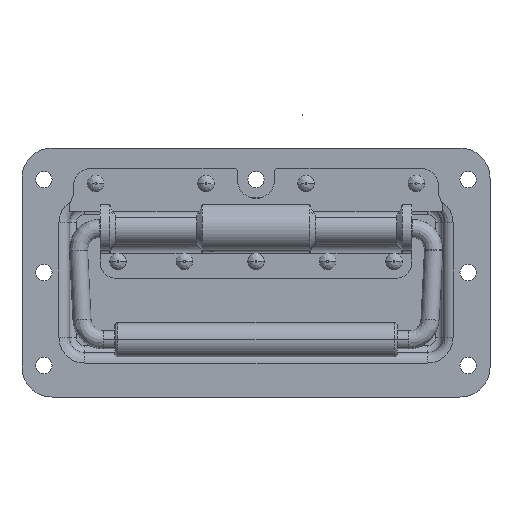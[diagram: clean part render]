
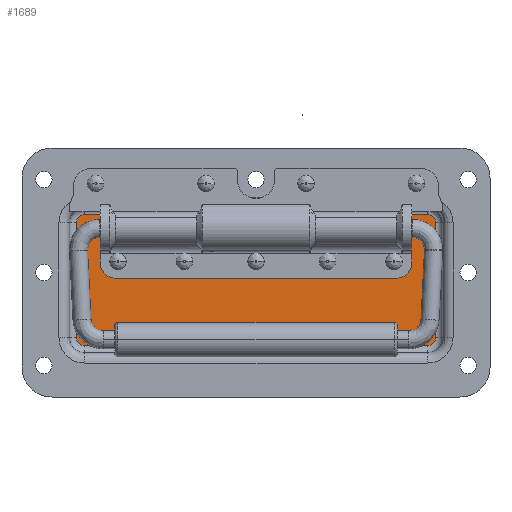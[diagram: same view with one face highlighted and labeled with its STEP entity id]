
A CAD part, top view. The second image highlights one B-rep face of the part: STEP entity #1689.
In plain terms, the highlighted planar face has unit normal (0, 0, 1).
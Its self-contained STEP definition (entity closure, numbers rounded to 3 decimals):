
#85=FACE_BOUND('',#2516,.T.);
#86=FACE_BOUND('',#2517,.T.);
#87=FACE_BOUND('',#2518,.T.);
#88=FACE_BOUND('',#2519,.T.);
#89=FACE_BOUND('',#2520,.T.);
#521=TRIMMED_CURVE($,#1059,(#24724),(#24725),.T.,.CARTESIAN.);
#524=TRIMMED_CURVE($,#1062,(#24735),(#24736),.T.,.CARTESIAN.);
#527=TRIMMED_CURVE($,#1065,(#24746),(#24747),.T.,.CARTESIAN.);
#530=TRIMMED_CURVE($,#1068,(#24757),(#24758),.T.,.CARTESIAN.);
#533=TRIMMED_CURVE($,#1071,(#24768),(#24769),.T.,.CARTESIAN.);
#578=TRIMMED_CURVE($,#1116,(#24959),(#24960),.T.,.CARTESIAN.);
#582=TRIMMED_CURVE($,#1120,(#24971),(#24972),.T.,.CARTESIAN.);
#585=TRIMMED_CURVE($,#1123,(#24980),(#24981),.T.,.CARTESIAN.);
#588=TRIMMED_CURVE($,#1126,(#24989),(#24990),.T.,.CARTESIAN.);
#613=TRIMMED_CURVE($,#1151,(#25066),(#25067),.T.,.CARTESIAN.);
#614=TRIMMED_CURVE($,#1152,(#25071),(#25072),.T.,.CARTESIAN.);
#615=TRIMMED_CURVE($,#1153,(#25076),(#25077),.T.,.CARTESIAN.);
#616=TRIMMED_CURVE($,#1154,(#25081),(#25082),.T.,.CARTESIAN.);
#617=TRIMMED_CURVE($,#1155,(#25086),(#25087),.T.,.CARTESIAN.);
#1059=CIRCLE('',#7405,1.575);
#1062=CIRCLE('',#7408,1.575);
#1065=CIRCLE('',#7411,1.575);
#1068=CIRCLE('',#7414,1.575);
#1071=CIRCLE('',#7417,1.575);
#1116=CIRCLE('',#7462,2.7);
#1120=CIRCLE('',#7466,2.7);
#1123=CIRCLE('',#7469,2.7);
#1126=CIRCLE('',#7472,2.7);
#1151=CIRCLE('',#7497,1.575);
#1152=CIRCLE('',#7498,1.575);
#1153=CIRCLE('',#7499,1.575);
#1154=CIRCLE('',#7500,1.575);
#1155=CIRCLE('',#7501,1.575);
#1689=ADVANCED_FACE('',(#2071,#85,#86,#87,#88,#89),#6611,.T.);
#2071=FACE_OUTER_BOUND('',#2515,.T.);
#2515=EDGE_LOOP('',(#4128,#4129,#4130,#4131,#4132,#4133,#4134,#4135));
#2516=EDGE_LOOP('',(#4136,#4137));
#2517=EDGE_LOOP('',(#4138,#4139));
#2518=EDGE_LOOP('',(#4140,#4141));
#2519=EDGE_LOOP('',(#4142,#4143));
#2520=EDGE_LOOP('',(#4144,#4145));
#4128=ORIENTED_EDGE('',*,*,#5249,.T.);
#4129=ORIENTED_EDGE('',*,*,#5353,.T.);
#4130=ORIENTED_EDGE('',*,*,#5250,.T.);
#4131=ORIENTED_EDGE('',*,*,#5347,.T.);
#4132=ORIENTED_EDGE('',*,*,#5251,.T.);
#4133=ORIENTED_EDGE('',*,*,#5343,.T.);
#4134=ORIENTED_EDGE('',*,*,#5252,.T.);
#4135=ORIENTED_EDGE('',*,*,#5350,.T.);
#4136=ORIENTED_EDGE('',*,*,#5270,.T.);
#4137=ORIENTED_EDGE('',*,*,#5387,.T.);
#4138=ORIENTED_EDGE('',*,*,#5266,.T.);
#4139=ORIENTED_EDGE('',*,*,#5385,.T.);
#4140=ORIENTED_EDGE('',*,*,#5262,.T.);
#4141=ORIENTED_EDGE('',*,*,#5383,.T.);
#4142=ORIENTED_EDGE('',*,*,#5258,.T.);
#4143=ORIENTED_EDGE('',*,*,#5381,.T.);
#4144=ORIENTED_EDGE('',*,*,#5254,.T.);
#4145=ORIENTED_EDGE('',*,*,#5379,.T.);
#5249=EDGE_CURVE('',#6337,#6338,#5772,.T.);
#5250=EDGE_CURVE('',#6339,#6340,#5773,.T.);
#5251=EDGE_CURVE('',#6341,#6342,#5774,.T.);
#5252=EDGE_CURVE('',#6343,#6344,#5775,.T.);
#5254=EDGE_CURVE('',#6349,#6382,#521,.T.);
#5258=EDGE_CURVE('',#6348,#6383,#524,.T.);
#5262=EDGE_CURVE('',#6347,#6384,#527,.T.);
#5266=EDGE_CURVE('',#6346,#6385,#530,.T.);
#5270=EDGE_CURVE('',#6345,#6386,#533,.T.);
#5343=EDGE_CURVE('',#6342,#6343,#578,.T.);
#5347=EDGE_CURVE('',#6340,#6341,#582,.T.);
#5350=EDGE_CURVE('',#6344,#6337,#585,.T.);
#5353=EDGE_CURVE('',#6338,#6339,#588,.T.);
#5379=EDGE_CURVE('',#6382,#6349,#613,.T.);
#5381=EDGE_CURVE('',#6383,#6348,#614,.T.);
#5383=EDGE_CURVE('',#6384,#6347,#615,.T.);
#5385=EDGE_CURVE('',#6385,#6346,#616,.T.);
#5387=EDGE_CURVE('',#6386,#6345,#617,.T.);
#5772=B_SPLINE_CURVE_WITH_KNOTS('',1,(#24712,#24713),.UNSPECIFIED.,.F.,
 .F.,(2,2),(0.,114.),.UNSPECIFIED.);
#5773=B_SPLINE_CURVE_WITH_KNOTS('',1,(#24714,#24715),.UNSPECIFIED.,.F.,
 .F.,(2,2),(0.,38.2),.UNSPECIFIED.);
#5774=B_SPLINE_CURVE_WITH_KNOTS('',1,(#24716,#24717),.UNSPECIFIED.,.F.,
 .F.,(2,2),(0.,114.),.UNSPECIFIED.);
#5775=B_SPLINE_CURVE_WITH_KNOTS('',1,(#24718,#24719),.UNSPECIFIED.,.F.,
 .F.,(2,2),(0.,38.2),.UNSPECIFIED.);
#6337=VERTEX_POINT('',#24504);
#6338=VERTEX_POINT('',#24505);
#6339=VERTEX_POINT('',#24506);
#6340=VERTEX_POINT('',#24507);
#6341=VERTEX_POINT('',#24508);
#6342=VERTEX_POINT('',#24509);
#6343=VERTEX_POINT('',#24510);
#6344=VERTEX_POINT('',#24511);
#6345=VERTEX_POINT('',#24512);
#6346=VERTEX_POINT('',#24513);
#6347=VERTEX_POINT('',#24514);
#6348=VERTEX_POINT('',#24515);
#6349=VERTEX_POINT('',#24516);
#6382=VERTEX_POINT('',#24549);
#6383=VERTEX_POINT('',#24550);
#6384=VERTEX_POINT('',#24551);
#6385=VERTEX_POINT('',#24552);
#6386=VERTEX_POINT('',#24553);
#6611=PLANE('',#7330);
#7330=AXIS2_PLACEMENT_3D('',#23338,#8555,$);
#7405=AXIS2_PLACEMENT_3D($,#24723,#8647,#8648);
#7408=AXIS2_PLACEMENT_3D($,#24734,#8653,#8654);
#7411=AXIS2_PLACEMENT_3D($,#24745,#8659,#8660);
#7414=AXIS2_PLACEMENT_3D($,#24756,#8665,#8666);
#7417=AXIS2_PLACEMENT_3D($,#24767,#8671,#8672);
#7462=AXIS2_PLACEMENT_3D($,#24958,#8761,#8762);
#7466=AXIS2_PLACEMENT_3D($,#24970,#8769,#8770);
#7469=AXIS2_PLACEMENT_3D($,#24979,#8775,#8776);
#7472=AXIS2_PLACEMENT_3D($,#24988,#8781,#8782);
#7497=AXIS2_PLACEMENT_3D($,#25065,#8831,#8832);
#7498=AXIS2_PLACEMENT_3D($,#25070,#8833,#8834);
#7499=AXIS2_PLACEMENT_3D($,#25075,#8835,#8836);
#7500=AXIS2_PLACEMENT_3D($,#25080,#8837,#8838);
#7501=AXIS2_PLACEMENT_3D($,#25085,#8839,#8840);
#8555=DIRECTION('',(0.,0.,1.));
#8647=DIRECTION('',(0.,0.,-1.));
#8648=DIRECTION('',(1.,0.,0.));
#8653=DIRECTION('',(0.,0.,-1.));
#8654=DIRECTION('',(1.,0.,0.));
#8659=DIRECTION('',(0.,0.,-1.));
#8660=DIRECTION('',(1.,0.,0.));
#8665=DIRECTION('',(0.,0.,-1.));
#8666=DIRECTION('',(1.,0.,0.));
#8671=DIRECTION('',(0.,0.,-1.));
#8672=DIRECTION('',(1.,0.,0.));
#8761=DIRECTION('',(0.,0.,1.));
#8762=DIRECTION('',(0.,1.,0.));
#8769=DIRECTION('',(0.,0.,1.));
#8770=DIRECTION('',(1.,0.,0.));
#8775=DIRECTION('',(0.,0.,1.));
#8776=DIRECTION('',(-1.,0.,0.));
#8781=DIRECTION('',(0.,0.,1.));
#8782=DIRECTION('',(0.,-1.,0.));
#8831=DIRECTION('',(0.,0.,-1.));
#8832=DIRECTION('',(-1.,0.,0.));
#8833=DIRECTION('',(0.,0.,-1.));
#8834=DIRECTION('',(-1.,0.,0.));
#8835=DIRECTION('',(0.,0.,-1.));
#8836=DIRECTION('',(-1.,0.,0.));
#8837=DIRECTION('',(0.,0.,-1.));
#8838=DIRECTION('',(-1.,0.,0.));
#8839=DIRECTION('',(0.,0.,-1.));
#8840=DIRECTION('',(-1.,0.,0.));
#23338=CARTESIAN_POINT('',(73363.487,-2407.637,-7.6));
#24504=CARTESIAN_POINT('',(73379.327,-2402.077,-7.6));
#24505=CARTESIAN_POINT('',(73493.327,-2402.077,-7.6));
#24506=CARTESIAN_POINT('',(73496.027,-2399.377,-7.6));
#24507=CARTESIAN_POINT('',(73496.027,-2361.177,-7.6));
#24508=CARTESIAN_POINT('',(73493.327,-2358.477,-7.6));
#24509=CARTESIAN_POINT('',(73379.327,-2358.477,-7.6));
#24510=CARTESIAN_POINT('',(73376.627,-2361.177,-7.6));
#24511=CARTESIAN_POINT('',(73376.627,-2399.377,-7.6));
#24512=CARTESIAN_POINT('',(73392.002,-2374.077,-7.6));
#24513=CARTESIAN_POINT('',(73414.102,-2374.077,-7.6));
#24514=CARTESIAN_POINT('',(73437.902,-2374.077,-7.6));
#24515=CARTESIAN_POINT('',(73461.702,-2374.077,-7.6));
#24516=CARTESIAN_POINT('',(73483.802,-2374.077,-7.6));
#24549=CARTESIAN_POINT('',(73480.652,-2374.077,-7.6));
#24550=CARTESIAN_POINT('',(73458.552,-2374.077,-7.6));
#24551=CARTESIAN_POINT('',(73434.752,-2374.077,-7.6));
#24552=CARTESIAN_POINT('',(73410.952,-2374.077,-7.6));
#24553=CARTESIAN_POINT('',(73388.852,-2374.077,-7.6));
#24712=CARTESIAN_POINT('',(73379.327,-2402.077,-7.6));
#24713=CARTESIAN_POINT('',(73493.327,-2402.077,-7.6));
#24714=CARTESIAN_POINT('',(73496.027,-2399.377,-7.6));
#24715=CARTESIAN_POINT('',(73496.027,-2361.177,-7.6));
#24716=CARTESIAN_POINT('',(73493.327,-2358.477,-7.6));
#24717=CARTESIAN_POINT('',(73379.327,-2358.477,-7.6));
#24718=CARTESIAN_POINT('',(73376.627,-2361.177,-7.6));
#24719=CARTESIAN_POINT('',(73376.627,-2399.377,-7.6));
#24723=CARTESIAN_POINT('',(73482.227,-2374.077,-7.6));
#24724=CARTESIAN_POINT('',(73483.802,-2374.077,-7.6));
#24725=CARTESIAN_POINT('',(73480.652,-2374.077,-7.6));
#24734=CARTESIAN_POINT('',(73460.127,-2374.077,-7.6));
#24735=CARTESIAN_POINT('',(73461.702,-2374.077,-7.6));
#24736=CARTESIAN_POINT('',(73458.552,-2374.077,-7.6));
#24745=CARTESIAN_POINT('',(73436.327,-2374.077,-7.6));
#24746=CARTESIAN_POINT('',(73437.902,-2374.077,-7.6));
#24747=CARTESIAN_POINT('',(73434.752,-2374.077,-7.6));
#24756=CARTESIAN_POINT('',(73412.527,-2374.077,-7.6));
#24757=CARTESIAN_POINT('',(73414.102,-2374.077,-7.6));
#24758=CARTESIAN_POINT('',(73410.952,-2374.077,-7.6));
#24767=CARTESIAN_POINT('',(73390.427,-2374.077,-7.6));
#24768=CARTESIAN_POINT('',(73392.002,-2374.077,-7.6));
#24769=CARTESIAN_POINT('',(73388.852,-2374.077,-7.6));
#24958=CARTESIAN_POINT('',(73379.327,-2361.177,-7.6));
#24959=CARTESIAN_POINT('',(73379.327,-2358.477,-7.6));
#24960=CARTESIAN_POINT('',(73376.627,-2361.177,-7.6));
#24970=CARTESIAN_POINT('',(73493.327,-2361.177,-7.6));
#24971=CARTESIAN_POINT('',(73496.027,-2361.177,-7.6));
#24972=CARTESIAN_POINT('',(73493.327,-2358.477,-7.6));
#24979=CARTESIAN_POINT('',(73379.327,-2399.377,-7.6));
#24980=CARTESIAN_POINT('',(73376.627,-2399.377,-7.6));
#24981=CARTESIAN_POINT('',(73379.327,-2402.077,-7.6));
#24988=CARTESIAN_POINT('',(73493.327,-2399.377,-7.6));
#24989=CARTESIAN_POINT('',(73493.327,-2402.077,-7.6));
#24990=CARTESIAN_POINT('',(73496.027,-2399.377,-7.6));
#25065=CARTESIAN_POINT('',(73482.227,-2374.077,-7.6));
#25066=CARTESIAN_POINT('',(73480.652,-2374.077,-7.6));
#25067=CARTESIAN_POINT('',(73483.802,-2374.077,-7.6));
#25070=CARTESIAN_POINT('',(73460.127,-2374.077,-7.6));
#25071=CARTESIAN_POINT('',(73458.552,-2374.077,-7.6));
#25072=CARTESIAN_POINT('',(73461.702,-2374.077,-7.6));
#25075=CARTESIAN_POINT('',(73436.327,-2374.077,-7.6));
#25076=CARTESIAN_POINT('',(73434.752,-2374.077,-7.6));
#25077=CARTESIAN_POINT('',(73437.902,-2374.077,-7.6));
#25080=CARTESIAN_POINT('',(73412.527,-2374.077,-7.6));
#25081=CARTESIAN_POINT('',(73410.952,-2374.077,-7.6));
#25082=CARTESIAN_POINT('',(73414.102,-2374.077,-7.6));
#25085=CARTESIAN_POINT('',(73390.427,-2374.077,-7.6));
#25086=CARTESIAN_POINT('',(73388.852,-2374.077,-7.6));
#25087=CARTESIAN_POINT('',(73392.002,-2374.077,-7.6));
